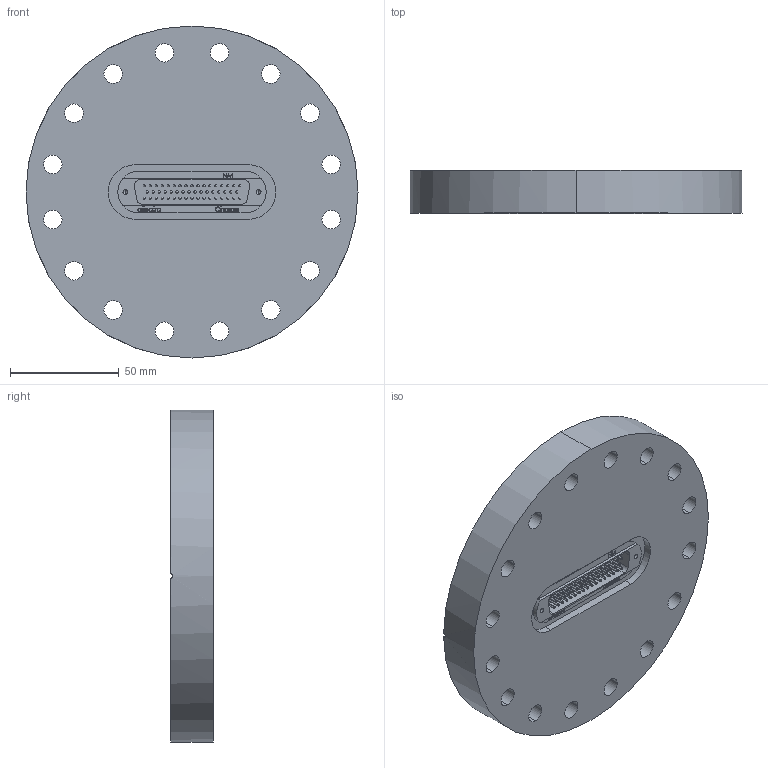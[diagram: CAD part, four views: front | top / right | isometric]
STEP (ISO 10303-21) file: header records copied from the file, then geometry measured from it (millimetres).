
FILE_DESCRIPTION (( 'STEP AP214' ), '1' );
FILE_NAME ('210-D50-C100-NM.step', '2025-02-17T20:28:45', ( '' ), ( '' ), 'SwSTEP 2.0', 'SolidWorks 2022', '' );
FILE_SCHEMA (( 'AUTOMOTIVE_DESIGN' ));
Length unit declared in the file: millimetre
Products named in the file (5): 210-D50-C100-NM; 9210-PIN-SUB-D-WCU-R_Pin vergoldet; 218-D50-SS-NM_218-D50-SS-NM; 9210-D50-C100-NM_415-CFB100-LN; 9218-D50-SS-NM_50 pin 1mm
Assembly tree (53 placements, depth 3):
  210-D50-C100-NM
    9210-D50-C100-NM_415-CFB100-LN
    218-D50-SS-NM_218-D50-SS-NM
      9218-D50-SS-NM_50 pin 1mm
      9210-PIN-SUB-D-WCU-R_Pin vergoldet  x50
Bounding box: 152.4 x 19.5 x 152.4 mm (x, y, z)
Volume: 311642.5 mm3; surface area: 63672.4 mm2
Topology: 52 solids, 52 shells, 617 faces, 1746 edges, 1154 vertices
Faces by surface type: cylinder 264, plane 145, sphere 100, bspline 92, cone 12, torus 4
Entity records: 18798 total; most frequent: CARTESIAN_POINT 7590, ORIENTED_EDGE 2288, DIRECTION 2074, EDGE_CURVE 1144, VERTEX_POINT 758, AXIS2_PLACEMENT_3D 732, LINE 610, VECTOR 610
